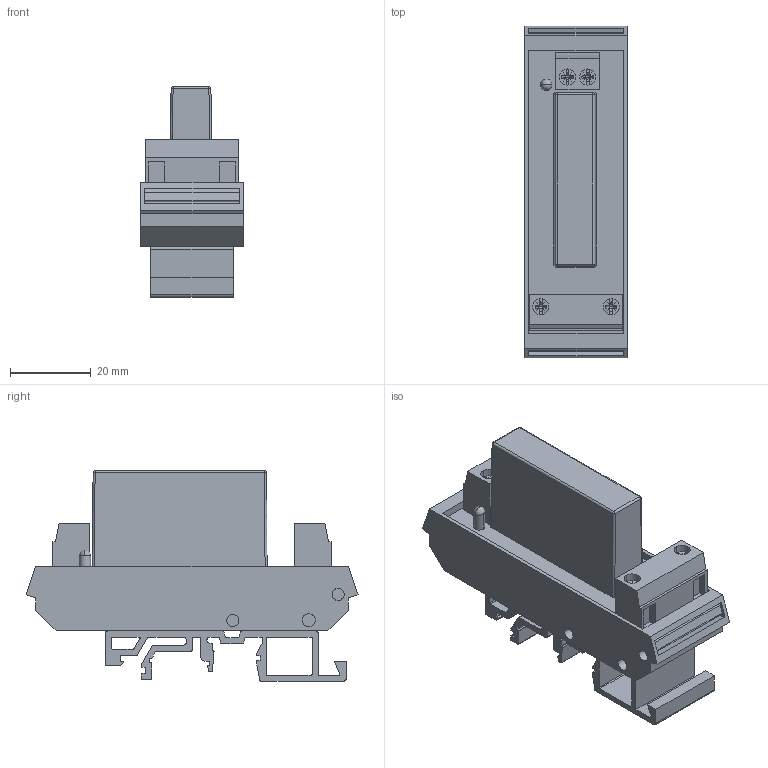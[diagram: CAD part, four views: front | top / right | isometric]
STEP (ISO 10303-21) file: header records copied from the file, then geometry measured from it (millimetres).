
FILE_DESCRIPTION((''),'2;1');
FILE_NAME('CGI1415-00.stp','2018-03-08T14:19:30',(''),(''),'Mechanical Desktop 2011','Mechanical Desktop 2011',', , ');
FILE_SCHEMA(('AUTOMOTIVE_DESIGN { 1 2 10303 214 1 1 1 1 }'));
Length unit declared in the file: millimetre
Products named in the file (2): Product; CGI1414-00-3D
Bounding box: 25.4 x 82.4 x 52.3 mm (x, y, z)
Volume: 46512.7 mm3; surface area: 18182 mm2
Topology: 1 solids, 1 shells, 354 faces, 998 edges, 657 vertices
Faces by surface type: plane 187, bspline 90, cylinder 71, sphere 6
Entity records: 12307 total; most frequent: CARTESIAN_POINT 3355, ORIENTED_EDGE 1976, DIRECTION 1728, EDGE_CURVE 988, VERTEX_POINT 657, VECTOR 632, LINE 632, AXIS2_PLACEMENT_3D 548
